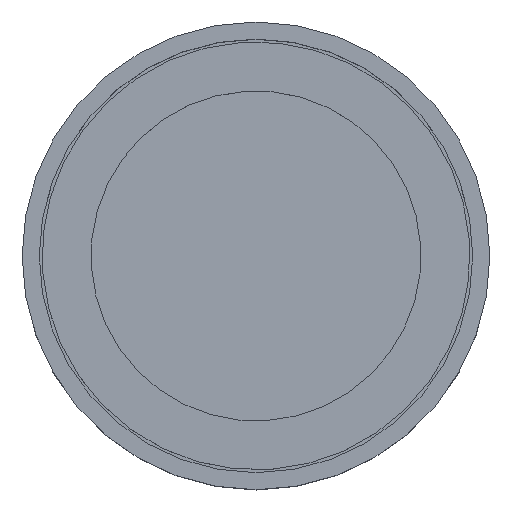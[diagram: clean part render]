
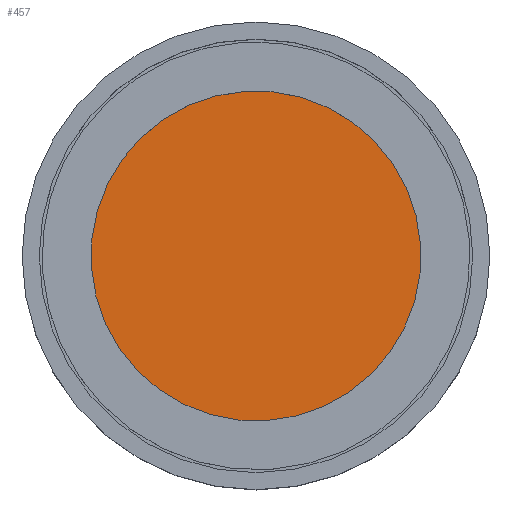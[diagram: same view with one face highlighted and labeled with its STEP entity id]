
A CAD part, top view. The second image highlights one B-rep face of the part: STEP entity #457.
In plain terms, the highlighted planar face has unit normal (0, 0, 1).
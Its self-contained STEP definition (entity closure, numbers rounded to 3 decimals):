
#54 = CIRCLE ( 'NONE', #426, 5.7 ) ;
#76 = VERTEX_POINT ( 'NONE', #143 ) ;
#105 = EDGE_CURVE ( 'NONE', #76, #380, #236, .T. ) ;
#139 = DIRECTION ( 'NONE',  ( 0.807, 0.591, 0. ) ) ;
#143 = CARTESIAN_POINT ( 'NONE',  ( -4.599, -3.367, 2.381 ) ) ;
#168 = CARTESIAN_POINT ( 'NONE',  ( 4.599, 3.367, 2.381 ) ) ;
#186 = DIRECTION ( 'NONE',  ( 0., 0., 1. ) ) ;
#206 = ORIENTED_EDGE ( 'NONE', *, *, #105, .T. ) ;
#215 = CARTESIAN_POINT ( 'NONE',  ( 0., 0., 2.381 ) ) ;
#236 = CIRCLE ( 'NONE', #439, 5.7 ) ;
#263 = DIRECTION ( 'NONE',  ( 0., 0., 1. ) ) ;
#332 = CARTESIAN_POINT ( 'NONE',  ( 0., 0., 2.381 ) ) ;
#378 = AXIS2_PLACEMENT_3D ( 'NONE', #332, #186, #139 ) ;
#380 = VERTEX_POINT ( 'NONE', #168 ) ;
#398 = EDGE_CURVE ( 'NONE', #380, #76, #54, .T. ) ;
#426 = AXIS2_PLACEMENT_3D ( 'NONE', #215, #263, #479 ) ;
#432 = ORIENTED_EDGE ( 'NONE', *, *, #398, .T. ) ;
#439 = AXIS2_PLACEMENT_3D ( 'NONE', #600, #451, #649 ) ;
#451 = DIRECTION ( 'NONE',  ( 0., 0., 1. ) ) ;
#457 = ADVANCED_FACE ( 'NONE', ( #648 ), #653, .T. ) ;
#479 = DIRECTION ( 'NONE',  ( 0.807, 0.591, 0. ) ) ;
#484 = EDGE_LOOP ( 'NONE', ( #206, #432 ) ) ;
#600 = CARTESIAN_POINT ( 'NONE',  ( 0., 0., 2.381 ) ) ;
#648 = FACE_OUTER_BOUND ( 'NONE', #484, .T. ) ;
#649 = DIRECTION ( 'NONE',  ( 0.807, 0.591, 0. ) ) ;
#653 = PLANE ( 'NONE',  #378 ) ;
